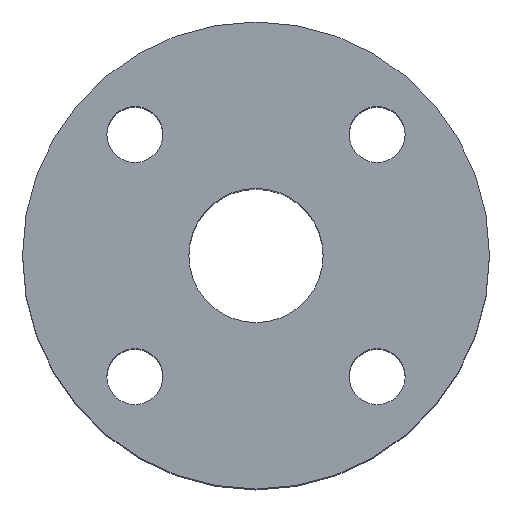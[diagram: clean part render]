
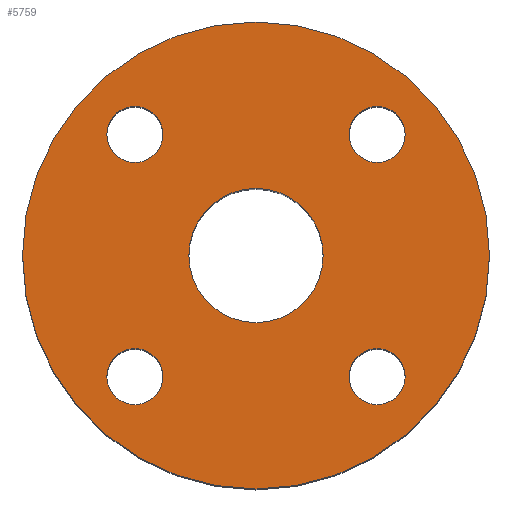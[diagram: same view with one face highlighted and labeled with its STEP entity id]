
A CAD part, top view. The second image highlights one B-rep face of the part: STEP entity #5759.
In plain terms, the highlighted planar face has unit normal (0, 0, 1).
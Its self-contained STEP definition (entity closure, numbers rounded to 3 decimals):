
#397 = DIRECTION ( 'NONE',  ( 1., 0., 0. ) ) ;
#413 = ORIENTED_EDGE ( 'NONE', *, *, #5804, .F. ) ;
#514 = EDGE_CURVE ( 'NONE', #13586, #26511, #3849, .T. ) ;
#730 = EDGE_CURVE ( 'NONE', #19829, #14828, #6737, .T. ) ;
#964 = FACE_BOUND ( 'NONE', #23507, .T. ) ;
#1046 = CARTESIAN_POINT ( 'NONE',  ( 21.55, 0., 0. ) ) ;
#1092 = CARTESIAN_POINT ( 'NONE',  ( -38.891, 38.891, 0. ) ) ;
#1523 = EDGE_CURVE ( 'NONE', #29354, #16339, #8467, .T. ) ;
#1857 = CARTESIAN_POINT ( 'NONE',  ( 38.891, 38.891, 0. ) ) ;
#2399 = DIRECTION ( 'NONE',  ( 0., 0., 1. ) ) ;
#2547 = CARTESIAN_POINT ( 'NONE',  ( 0., 0., 0. ) ) ;
#2804 = DIRECTION ( 'NONE',  ( 0., 0., 1. ) ) ;
#2863 = DIRECTION ( 'NONE',  ( 0., 0., 1. ) ) ;
#3379 = DIRECTION ( 'NONE',  ( -1., 0., 0. ) ) ;
#3648 = EDGE_CURVE ( 'NONE', #22619, #26845, #18155, .T. ) ;
#3713 = AXIS2_PLACEMENT_3D ( 'NONE', #1092, #17090, #26239 ) ;
#3736 = AXIS2_PLACEMENT_3D ( 'NONE', #27452, #4740, #22534 ) ;
#3849 = CIRCLE ( 'NONE', #24524, 9. ) ;
#4028 = EDGE_CURVE ( 'NONE', #26840, #12994, #16724, .T. ) ;
#4740 = DIRECTION ( 'NONE',  ( 0., 0., 1. ) ) ;
#4793 = DIRECTION ( 'NONE',  ( 0., 0., 1. ) ) ;
#4944 = AXIS2_PLACEMENT_3D ( 'NONE', #24865, #13441, #25709 ) ;
#5100 = CARTESIAN_POINT ( 'NONE',  ( 0., 0., 0. ) ) ;
#5168 = AXIS2_PLACEMENT_3D ( 'NONE', #5100, #4793, #25544 ) ;
#5555 = CARTESIAN_POINT ( 'NONE',  ( 47.891, -38.891, 0. ) ) ;
#5597 = DIRECTION ( 'NONE',  ( 1., 0., 0. ) ) ;
#5759 = ADVANCED_FACE ( 'NONE', ( #22329, #15544, #964, #20074, #10172, #19366 ), #17666, .F. ) ;
#5804 = EDGE_CURVE ( 'NONE', #12994, #26840, #9815, .T. ) ;
#5970 = CARTESIAN_POINT ( 'NONE',  ( 29.891, 38.891, 0. ) ) ;
#6675 = EDGE_CURVE ( 'NONE', #14828, #19829, #22315, .T. ) ;
#6737 = CIRCLE ( 'NONE', #27381, 9. ) ;
#6811 = CARTESIAN_POINT ( 'NONE',  ( -38.891, 38.891, 0. ) ) ;
#6925 = CARTESIAN_POINT ( 'NONE',  ( -29.891, -38.891, 0. ) ) ;
#6942 = DIRECTION ( 'NONE',  ( 1., 0., 0. ) ) ;
#7258 = DIRECTION ( 'NONE',  ( 0., 0., 1. ) ) ;
#7325 = DIRECTION ( 'NONE',  ( 0., 0., 1. ) ) ;
#7356 = CIRCLE ( 'NONE', #4944, 9. ) ;
#7420 = AXIS2_PLACEMENT_3D ( 'NONE', #23449, #2804, #397 ) ;
#7705 = EDGE_LOOP ( 'NONE', ( #11019, #29329 ) ) ;
#7900 = CARTESIAN_POINT ( 'NONE',  ( 47.891, 38.891, 0. ) ) ;
#8304 = CARTESIAN_POINT ( 'NONE',  ( -47.891, 38.891, 0. ) ) ;
#8355 = AXIS2_PLACEMENT_3D ( 'NONE', #1857, #29371, #8795 ) ;
#8467 = CIRCLE ( 'NONE', #14726, 9. ) ;
#8795 = DIRECTION ( 'NONE',  ( 1., 0., 0. ) ) ;
#9213 = DIRECTION ( 'NONE',  ( 0., 1., 0. ) ) ;
#9236 = CARTESIAN_POINT ( 'NONE',  ( 29.891, -38.891, 0. ) ) ;
#9815 = CIRCLE ( 'NONE', #26615, 21.55 ) ;
#9816 = AXIS2_PLACEMENT_3D ( 'NONE', #23734, #7325, #21195 ) ;
#9828 = CIRCLE ( 'NONE', #7420, 75. ) ;
#10172 = FACE_BOUND ( 'NONE', #28487, .T. ) ;
#10255 = CARTESIAN_POINT ( 'NONE',  ( -75., 0., 0. ) ) ;
#10737 = DIRECTION ( 'NONE',  ( 0., -1., 0. ) ) ;
#10880 = DIRECTION ( 'NONE',  ( 0., 0., -1. ) ) ;
#10986 = ORIENTED_EDGE ( 'NONE', *, *, #18219, .F. ) ;
#11019 = ORIENTED_EDGE ( 'NONE', *, *, #730, .F. ) ;
#12110 = VERTEX_POINT ( 'NONE', #20443 ) ;
#12226 = CIRCLE ( 'NONE', #9816, 9. ) ;
#12231 = CARTESIAN_POINT ( 'NONE',  ( 75., 0., 0. ) ) ;
#12994 = VERTEX_POINT ( 'NONE', #14240 ) ;
#13441 = DIRECTION ( 'NONE',  ( 0., 0., 1. ) ) ;
#13586 = VERTEX_POINT ( 'NONE', #5555 ) ;
#14240 = CARTESIAN_POINT ( 'NONE',  ( -21.55, 0., 0. ) ) ;
#14726 = AXIS2_PLACEMENT_3D ( 'NONE', #6811, #7258, #9213 ) ;
#14828 = VERTEX_POINT ( 'NONE', #5970 ) ;
#15544 = FACE_BOUND ( 'NONE', #18403, .T. ) ;
#15980 = DIRECTION ( 'NONE',  ( 1., 0., 0. ) ) ;
#15984 = CARTESIAN_POINT ( 'NONE',  ( 0., 0., 0. ) ) ;
#16249 = CIRCLE ( 'NONE', #3736, 9. ) ;
#16339 = VERTEX_POINT ( 'NONE', #27175 ) ;
#16718 = CIRCLE ( 'NONE', #3713, 9. ) ;
#16724 = CIRCLE ( 'NONE', #19135, 21.55 ) ;
#17090 = DIRECTION ( 'NONE',  ( 0., 0., 1. ) ) ;
#17278 = EDGE_CURVE ( 'NONE', #26511, #13586, #12226, .T. ) ;
#17660 = ORIENTED_EDGE ( 'NONE', *, *, #3648, .T. ) ;
#17666 = PLANE ( 'NONE',  #22781 ) ;
#17814 = DIRECTION ( 'NONE',  ( 0., 0., 1. ) ) ;
#17964 = CARTESIAN_POINT ( 'NONE',  ( 38.891, -38.891, 0. ) ) ;
#18155 = CIRCLE ( 'NONE', #5168, 75. ) ;
#18219 = EDGE_CURVE ( 'NONE', #12110, #22678, #7356, .T. ) ;
#18403 = EDGE_LOOP ( 'NONE', ( #23307, #10986 ) ) ;
#19135 = AXIS2_PLACEMENT_3D ( 'NONE', #15984, #17814, #6942 ) ;
#19177 = ORIENTED_EDGE ( 'NONE', *, *, #17278, .F. ) ;
#19366 = FACE_OUTER_BOUND ( 'NONE', #19505, .T. ) ;
#19505 = EDGE_LOOP ( 'NONE', ( #17660, #21638 ) ) ;
#19829 = VERTEX_POINT ( 'NONE', #7900 ) ;
#20074 = FACE_BOUND ( 'NONE', #7705, .T. ) ;
#20443 = CARTESIAN_POINT ( 'NONE',  ( -47.891, -38.891, 0. ) ) ;
#21195 = DIRECTION ( 'NONE',  ( 0., -1., 0. ) ) ;
#21585 = ORIENTED_EDGE ( 'NONE', *, *, #1523, .F. ) ;
#21638 = ORIENTED_EDGE ( 'NONE', *, *, #24885, .T. ) ;
#22189 = DIRECTION ( 'NONE',  ( 0., 0., 1. ) ) ;
#22279 = EDGE_CURVE ( 'NONE', #16339, #29354, #16718, .T. ) ;
#22288 = ORIENTED_EDGE ( 'NONE', *, *, #4028, .F. ) ;
#22315 = CIRCLE ( 'NONE', #8355, 9. ) ;
#22329 = FACE_BOUND ( 'NONE', #24166, .T. ) ;
#22534 = DIRECTION ( 'NONE',  ( -1., 0., 0. ) ) ;
#22619 = VERTEX_POINT ( 'NONE', #12231 ) ;
#22678 = VERTEX_POINT ( 'NONE', #6925 ) ;
#22781 = AXIS2_PLACEMENT_3D ( 'NONE', #28494, #10880, #3379 ) ;
#22811 = ORIENTED_EDGE ( 'NONE', *, *, #22279, .F. ) ;
#23162 = EDGE_CURVE ( 'NONE', #22678, #12110, #16249, .T. ) ;
#23307 = ORIENTED_EDGE ( 'NONE', *, *, #23162, .F. ) ;
#23449 = CARTESIAN_POINT ( 'NONE',  ( 0., 0., 0. ) ) ;
#23507 = EDGE_LOOP ( 'NONE', ( #22811, #21585 ) ) ;
#23734 = CARTESIAN_POINT ( 'NONE',  ( 38.891, -38.891, 0. ) ) ;
#24166 = EDGE_LOOP ( 'NONE', ( #27491, #19177 ) ) ;
#24524 = AXIS2_PLACEMENT_3D ( 'NONE', #17964, #22189, #10737 ) ;
#24865 = CARTESIAN_POINT ( 'NONE',  ( -38.891, -38.891, 0. ) ) ;
#24885 = EDGE_CURVE ( 'NONE', #26845, #22619, #9828, .T. ) ;
#25544 = DIRECTION ( 'NONE',  ( 1., 0., 0. ) ) ;
#25709 = DIRECTION ( 'NONE',  ( -1., 0., 0. ) ) ;
#26191 = CARTESIAN_POINT ( 'NONE',  ( 38.891, 38.891, 0. ) ) ;
#26239 = DIRECTION ( 'NONE',  ( 0., 1., 0. ) ) ;
#26511 = VERTEX_POINT ( 'NONE', #9236 ) ;
#26615 = AXIS2_PLACEMENT_3D ( 'NONE', #2547, #2399, #15980 ) ;
#26840 = VERTEX_POINT ( 'NONE', #1046 ) ;
#26845 = VERTEX_POINT ( 'NONE', #10255 ) ;
#27175 = CARTESIAN_POINT ( 'NONE',  ( -29.891, 38.891, 0. ) ) ;
#27381 = AXIS2_PLACEMENT_3D ( 'NONE', #26191, #2863, #5597 ) ;
#27452 = CARTESIAN_POINT ( 'NONE',  ( -38.891, -38.891, 0. ) ) ;
#27491 = ORIENTED_EDGE ( 'NONE', *, *, #514, .F. ) ;
#28487 = EDGE_LOOP ( 'NONE', ( #22288, #413 ) ) ;
#28494 = CARTESIAN_POINT ( 'NONE',  ( 0., 21.55, 0. ) ) ;
#29329 = ORIENTED_EDGE ( 'NONE', *, *, #6675, .F. ) ;
#29354 = VERTEX_POINT ( 'NONE', #8304 ) ;
#29371 = DIRECTION ( 'NONE',  ( 0., 0., 1. ) ) ;
